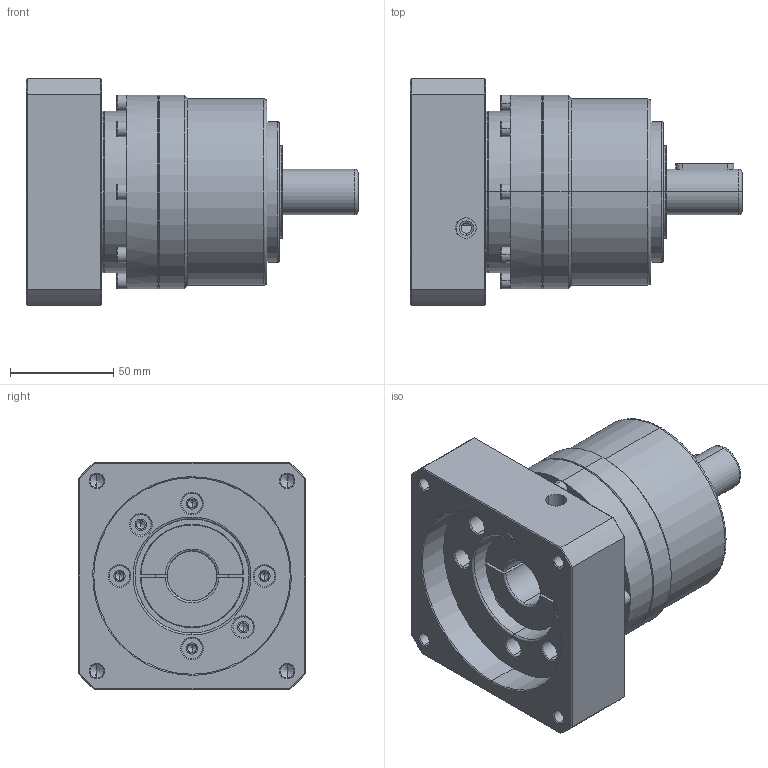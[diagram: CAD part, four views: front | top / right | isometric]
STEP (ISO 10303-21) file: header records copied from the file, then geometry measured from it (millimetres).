
FILE_DESCRIPTION (( 'STEP AP214' ), '1' );
FILE_NAME ('PE090-L1-24-95-130M8.STEP', '2024-01-06T03:37:45', ( 'admin' ), ( '' ), 'SwSTEP 2.0', 'SolidWorks 2013', '' );
FILE_SCHEMA (( 'AUTOMOTIVE_DESIGN' ));
Length unit declared in the file: millimetre
Products named in the file (4): PE090-L1-24-95-130M8; PB090_X2_58F34F537AEF_X0_-19; PB090-95-130M8; PE090_X2_8F9351FA7AEF_X0_
Assembly tree (3 placements, depth 2):
  PE090-L1-24-95-130M8
    PB090_X2_58F34F537AEF_X0_-19
    PB090-95-130M8
    PE090_X2_8F9351FA7AEF_X0_
Bounding box: 160.5 x 110 x 110 mm (x, y, z)
Volume: 806578.4 mm3; surface area: 117969.7 mm2
Topology: 4 solids, 4 shells, 435 faces, 1047 edges, 618 vertices
Faces by surface type: cylinder 161, cone 123, plane 120, bspline 31
Entity records: 18149 total; most frequent: CARTESIAN_POINT 3388, DIRECTION 2141, ORIENTED_EDGE 1946, EDGE_CURVE 973, AXIS2_PLACEMENT_3D 833, VERTEX_POINT 612, EDGE_LOOP 527, VECTOR 475
